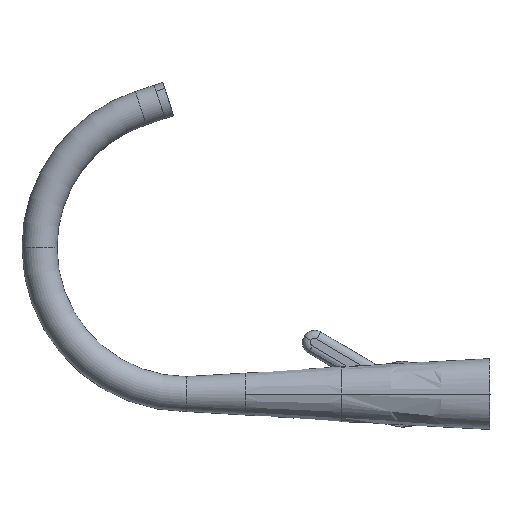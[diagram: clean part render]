
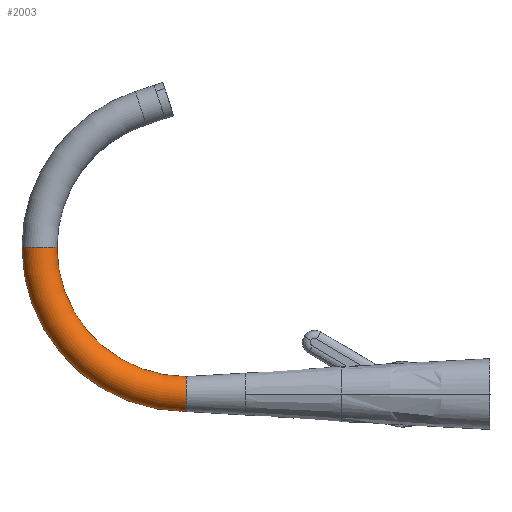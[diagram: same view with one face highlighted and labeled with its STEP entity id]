
A CAD part, left-side view. The second image highlights one B-rep face of the part: STEP entity #2003.
In plain terms, the highlighted toroidal (fillet/blend) face has major radius 108.883 mm and minor radius 13 mm.
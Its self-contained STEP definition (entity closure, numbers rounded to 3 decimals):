
#45 = CARTESIAN_POINT ( 'NONE',  ( 0., 225.749, 13. ) ) ;
#72 = CARTESIAN_POINT ( 'NONE',  ( -2.119, 225.749, 12.833 ) ) ;
#99 = CARTESIAN_POINT ( 'NONE',  ( -9.493, 225.749, 8.892 ) ) ;
#120 = CARTESIAN_POINT ( 'NONE',  ( -12.896, 225.749, 1.698 ) ) ;
#138 = CARTESIAN_POINT ( 'NONE',  ( 0., 225.749, -13. ) ) ;
#142 = CARTESIAN_POINT ( 'NONE',  ( -11.264, 225.749, -6.503 ) ) ;
#167 = CARTESIAN_POINT ( 'NONE',  ( -5.368, 225.749, -11.848 ) ) ;
#218 = EDGE_CURVE ( 'NONE', #3982, #3965, #6984, .T. ) ;
#392 = ORIENTED_EDGE ( 'NONE', *, *, #218, .T. ) ;
#635 = CARTESIAN_POINT ( 'NONE',  ( -3.367, 225.749, 12.564 ) ) ;
#658 = CARTESIAN_POINT ( 'NONE',  ( -10.319, 225.749, 7.918 ) ) ;
#682 = CARTESIAN_POINT ( 'NONE',  ( -13., 225.749, 0.425 ) ) ;
#710 = CARTESIAN_POINT ( 'NONE',  ( -10.573, 225.749, -7.576 ) ) ;
#733 = CARTESIAN_POINT ( 'NONE',  ( -4.181, 225.749, -12.317 ) ) ;
#1035 = EDGE_LOOP ( 'NONE', ( #4993, #392, #1536, #4327 ) ) ;
#1189 = AXIS2_PLACEMENT_3D ( 'NONE', #4470, #6171, #5100 ) ;
#1192 = CARTESIAN_POINT ( 'NONE',  ( -4.582, 225.749, 12.173 ) ) ;
#1217 = CARTESIAN_POINT ( 'NONE',  ( -11.045, 225.749, 6.869 ) ) ;
#1239 = CARTESIAN_POINT ( 'NONE',  ( -12.979, 225.749, -0.851 ) ) ;
#1262 = CARTESIAN_POINT ( 'NONE',  ( -9.779, 225.749, -8.576 ) ) ;
#1286 = EDGE_CURVE ( 'NONE', #3982, #7172, #4750, .T. ) ;
#1288 = CARTESIAN_POINT ( 'NONE',  ( -2.953, 225.749, -12.667 ) ) ;
#1536 = ORIENTED_EDGE ( 'NONE', *, *, #5725, .F. ) ;
#1769 = CARTESIAN_POINT ( 'NONE',  ( -5.753, 225.749, 11.666 ) ) ;
#1788 = CARTESIAN_POINT ( 'NONE',  ( -11.666, 225.749, 5.753 ) ) ;
#1805 = DIRECTION ( 'NONE',  ( -1., 0., 0. ) ) ;
#1811 = CARTESIAN_POINT ( 'NONE',  ( -12.833, 225.749, -2.119 ) ) ;
#1839 = CARTESIAN_POINT ( 'NONE',  ( -8.892, 225.749, -9.493 ) ) ;
#1867 = CARTESIAN_POINT ( 'NONE',  ( -1.698, 225.749, -12.896 ) ) ;
#2003 = ADVANCED_FACE ( 'NONE', ( #5090 ), #5966, .T. ) ;
#2337 = CARTESIAN_POINT ( 'NONE',  ( -6.869, 225.749, 11.045 ) ) ;
#2359 = CARTESIAN_POINT ( 'NONE',  ( -12.173, 225.749, 4.582 ) ) ;
#2386 = CARTESIAN_POINT ( 'NONE',  ( -12.564, 225.749, -3.367 ) ) ;
#2410 = CARTESIAN_POINT ( 'NONE',  ( -7.918, 225.749, -10.319 ) ) ;
#2434 = CARTESIAN_POINT ( 'NONE',  ( -0.425, 225.749, -13. ) ) ;
#2807 = CARTESIAN_POINT ( 'NONE',  ( 0., 225.749, 108.883 ) ) ;
#2900 = CARTESIAN_POINT ( 'NONE',  ( -7.918, 225.749, 10.319 ) ) ;
#2920 = CARTESIAN_POINT ( 'NONE',  ( -12.564, 225.749, 3.367 ) ) ;
#2945 = CARTESIAN_POINT ( 'NONE',  ( -12.173, 225.749, -4.582 ) ) ;
#2971 = CARTESIAN_POINT ( 'NONE',  ( -6.869, 225.749, -11.045 ) ) ;
#3035 = DIRECTION ( 'NONE',  ( 0., 0., 1. ) ) ;
#3340 = DIRECTION ( 'NONE',  ( 1., 0., 0. ) ) ;
#3371 = DIRECTION ( 'NONE',  ( -1., 0., 0. ) ) ;
#3451 = CARTESIAN_POINT ( 'NONE',  ( -1.698, 225.749, 12.896 ) ) ;
#3475 = CARTESIAN_POINT ( 'NONE',  ( -8.892, 225.749, 9.493 ) ) ;
#3498 = CARTESIAN_POINT ( 'NONE',  ( -12.833, 225.749, 2.119 ) ) ;
#3521 = CARTESIAN_POINT ( 'NONE',  ( -11.666, 225.749, -5.753 ) ) ;
#3552 = CARTESIAN_POINT ( 'NONE',  ( -5.753, 225.749, -11.666 ) ) ;
#3724 = EDGE_CURVE ( 'NONE', #7172, #5682, #6039, .T. ) ;
#3809 = AXIS2_PLACEMENT_3D ( 'NONE', #2807, #3371, #7252 ) ;
#3965 = VERTEX_POINT ( 'NONE', #138 ) ;
#3982 = VERTEX_POINT ( 'NONE', #5920 ) ;
#4003 = CARTESIAN_POINT ( 'NONE',  ( -0.425, 225.749, 13. ) ) ;
#4027 = CARTESIAN_POINT ( 'NONE',  ( -2.953, 225.749, 12.667 ) ) ;
#4050 = CARTESIAN_POINT ( 'NONE',  ( -9.779, 225.749, 8.576 ) ) ;
#4076 = CARTESIAN_POINT ( 'NONE',  ( -12.979, 225.749, 0.851 ) ) ;
#4098 = CARTESIAN_POINT ( 'NONE',  ( -11.045, 225.749, -6.869 ) ) ;
#4120 = CARTESIAN_POINT ( 'NONE',  ( -4.582, 225.749, -12.173 ) ) ;
#4231 = AXIS2_PLACEMENT_3D ( 'NONE', #5822, #3035, #3340 ) ;
#4327 = ORIENTED_EDGE ( 'NONE', *, *, #3724, .F. ) ;
#4470 = CARTESIAN_POINT ( 'NONE',  ( 0., 225.749, 108.883 ) ) ;
#4583 = CARTESIAN_POINT ( 'NONE',  ( -4.181, 225.749, 12.317 ) ) ;
#4605 = CARTESIAN_POINT ( 'NONE',  ( -10.573, 225.749, 7.576 ) ) ;
#4627 = CARTESIAN_POINT ( 'NONE',  ( -13., 225.749, -0.425 ) ) ;
#4651 = CARTESIAN_POINT ( 'NONE',  ( -10.319, 225.749, -7.918 ) ) ;
#4678 = CARTESIAN_POINT ( 'NONE',  ( -3.367, 225.749, -12.564 ) ) ;
#4750 = CIRCLE ( 'NONE', #4231, 13. ) ;
#4993 = ORIENTED_EDGE ( 'NONE', *, *, #1286, .F. ) ;
#5090 = FACE_OUTER_BOUND ( 'NONE', #1035, .T. ) ;
#5100 = DIRECTION ( 'NONE',  ( 0., 0., 1. ) ) ;
#5111 = CARTESIAN_POINT ( 'NONE',  ( 0., 225.749, 13. ) ) ;
#5136 = CARTESIAN_POINT ( 'NONE',  ( -5.368, 225.749, 11.848 ) ) ;
#5153 = CARTESIAN_POINT ( 'NONE',  ( -11.264, 225.749, 6.503 ) ) ;
#5172 = CARTESIAN_POINT ( 'NONE',  ( 0., 225.749, 108.883 ) ) ;
#5178 = CARTESIAN_POINT ( 'NONE',  ( -12.896, 225.749, -1.698 ) ) ;
#5205 = CARTESIAN_POINT ( 'NONE',  ( -9.493, 225.749, -8.892 ) ) ;
#5227 = CARTESIAN_POINT ( 'NONE',  ( -2.119, 225.749, -12.833 ) ) ;
#5382 = AXIS2_PLACEMENT_3D ( 'NONE', #5172, #1805, #5732 ) ;
#5547 = B_SPLINE_CURVE_WITH_KNOTS ( 'NONE', 3,
 ( #5111, #4003, #6767, #3451, #72, #4027, #635, #4583, #1192, #5136, #1769, #5690, #2337, #6238, #2900, #6789, #3475, #99, #4050, #658, #4605, #1217, #5153, #1788, #5716, #2359, #6259, #2920, #6810, #3498, #120, #4076, #682, #4627, #1239, #5178, #1811, #5736, #2386, #6282, #2945, #6836, #3521, #142, #4098, #710, #4651, #1262, #5205, #1839, #5759, #2410, #6311, #2971, #6863, #3552, #167, #4120, #733, #4678, #1288, #5227, #1867, #5788, #2434, #6333 ),
 .UNSPECIFIED., .F., .F.,
 ( 4, 2, 2, 2, 2, 2, 2, 2, 2, 2, 2, 2, 2, 2, 2, 2, 2, 2, 2, 2, 2, 2, 2, 2, 2, 2, 2, 2, 2, 2, 2, 2, 4 ),
 ( 0.5, 0.516, 0.531, 0.547, 0.562, 0.578, 0.594, 0.609, 0.625, 0.641, 0.656, 0.672, 0.687, 0.703, 0.719, 0.734, 0.75, 0.766, 0.781, 0.797, 0.812, 0.828, 0.844, 0.859, 0.875, 0.891, 0.906, 0.922, 0.938, 0.953, 0.969, 0.984, 1. ),
 .UNSPECIFIED. ) ;
#5682 = VERTEX_POINT ( 'NONE', #45 ) ;
#5690 = CARTESIAN_POINT ( 'NONE',  ( -6.503, 225.749, 11.264 ) ) ;
#5716 = CARTESIAN_POINT ( 'NONE',  ( -11.848, 225.749, 5.368 ) ) ;
#5725 = EDGE_CURVE ( 'NONE', #5682, #3965, #5547, .T. ) ;
#5732 = DIRECTION ( 'NONE',  ( 0., 0., 1. ) ) ;
#5736 = CARTESIAN_POINT ( 'NONE',  ( -12.667, 225.749, -2.953 ) ) ;
#5759 = CARTESIAN_POINT ( 'NONE',  ( -8.576, 225.749, -9.779 ) ) ;
#5788 = CARTESIAN_POINT ( 'NONE',  ( -0.851, 225.749, -12.979 ) ) ;
#5822 = CARTESIAN_POINT ( 'NONE',  ( 0., 334.632, 108.883 ) ) ;
#5920 = CARTESIAN_POINT ( 'NONE',  ( 0., 347.632, 108.883 ) ) ;
#5966 = TOROIDAL_SURFACE ( 'NONE', #3809, 108.883, 13. ) ;
#5971 = CARTESIAN_POINT ( 'NONE',  ( 0., 321.632, 108.883 ) ) ;
#6039 = CIRCLE ( 'NONE', #5382, 95.883 ) ;
#6171 = DIRECTION ( 'NONE',  ( -1., 0., 0. ) ) ;
#6238 = CARTESIAN_POINT ( 'NONE',  ( -7.576, 225.749, 10.573 ) ) ;
#6259 = CARTESIAN_POINT ( 'NONE',  ( -12.317, 225.749, 4.181 ) ) ;
#6282 = CARTESIAN_POINT ( 'NONE',  ( -12.317, 225.749, -4.181 ) ) ;
#6311 = CARTESIAN_POINT ( 'NONE',  ( -7.576, 225.749, -10.573 ) ) ;
#6333 = CARTESIAN_POINT ( 'NONE',  ( 0., 225.749, -13. ) ) ;
#6767 = CARTESIAN_POINT ( 'NONE',  ( -0.851, 225.749, 12.979 ) ) ;
#6789 = CARTESIAN_POINT ( 'NONE',  ( -8.576, 225.749, 9.779 ) ) ;
#6810 = CARTESIAN_POINT ( 'NONE',  ( -12.667, 225.749, 2.953 ) ) ;
#6836 = CARTESIAN_POINT ( 'NONE',  ( -11.848, 225.749, -5.368 ) ) ;
#6863 = CARTESIAN_POINT ( 'NONE',  ( -6.503, 225.749, -11.264 ) ) ;
#6984 = CIRCLE ( 'NONE', #1189, 121.883 ) ;
#7172 = VERTEX_POINT ( 'NONE', #5971 ) ;
#7252 = DIRECTION ( 'NONE',  ( 0., 1., 0. ) ) ;
